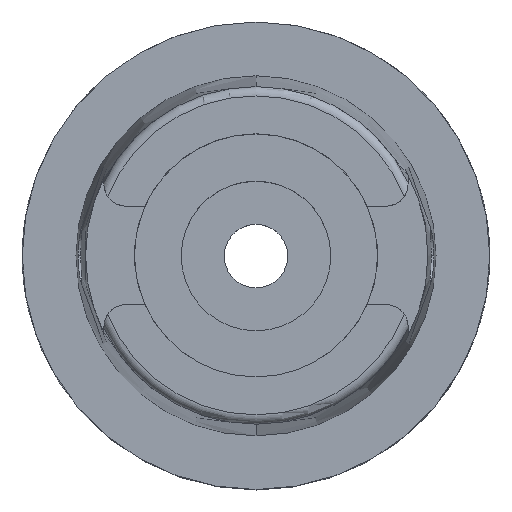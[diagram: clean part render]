
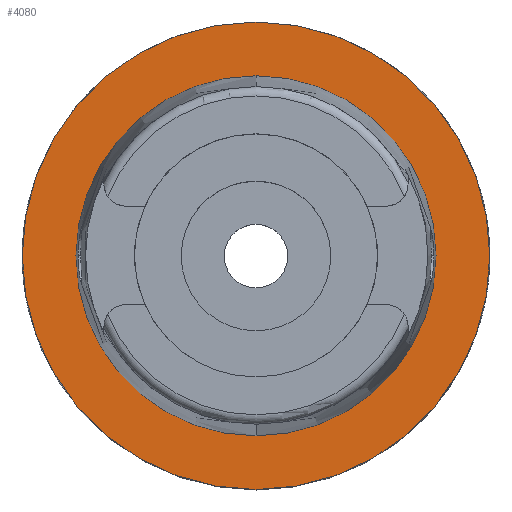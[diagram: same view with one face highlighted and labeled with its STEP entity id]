
A CAD part, top view. The second image highlights one B-rep face of the part: STEP entity #4080.
In plain terms, the highlighted planar face has unit normal (0, 0, 1).
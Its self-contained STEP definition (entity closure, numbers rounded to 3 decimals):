
#1985=CARTESIAN_POINT('',(0.,0.,0.));
#1986=DIRECTION('',(0.,0.,-1.));
#1987=DIRECTION('',(0.,-1.,0.));
#1988=AXIS2_PLACEMENT_3D('',#1985,#1986,#1987);
#1993=CARTESIAN_POINT('',(0.,0.,0.));
#1994=DIRECTION('',(0.,0.,-1.));
#1995=DIRECTION('',(0.,1.,0.));
#1996=AXIS2_PLACEMENT_3D('',#1993,#1994,#1995);
#2001=CARTESIAN_POINT('',(0.,0.,0.));
#2002=DIRECTION('',(0.,0.,1.));
#2003=DIRECTION('',(0.,-1.,0.));
#2004=AXIS2_PLACEMENT_3D('',#2001,#2002,#2003);
#2009=CARTESIAN_POINT('',(0.,0.,0.));
#2010=DIRECTION('',(0.,0.,1.));
#2011=DIRECTION('',(0.,1.,0.));
#2012=AXIS2_PLACEMENT_3D('',#2009,#2010,#2011);
#2382=CARTESIAN_POINT('',(0.,-19.25,0.));
#2383=VERTEX_POINT('',#2382);
#2384=CARTESIAN_POINT('',(0.,19.25,0.));
#2385=VERTEX_POINT('',#2384);
#2649=CARTESIAN_POINT('',(0.,25.,0.));
#2650=VERTEX_POINT('',#2649);
#2651=CARTESIAN_POINT('',(0.,-25.,0.));
#2652=VERTEX_POINT('',#2651);
#4067=CARTESIAN_POINT('',(0.,0.,0.));
#4068=DIRECTION('',(0.,0.,1.));
#4069=DIRECTION('',(0.,1.,0.));
#4070=AXIS2_PLACEMENT_3D('',#4067,#4068,#4069);
#4071=PLANE('',#4070);
#4072=ORIENTED_EDGE('',*,*,#4049,.T.);
#4073=ORIENTED_EDGE('',*,*,#3936,.T.);
#4074=EDGE_LOOP('',(#4072,#4073));
#4075=FACE_OUTER_BOUND('',#4074,.F.);
#4076=ORIENTED_EDGE('',*,*,#2866,.T.);
#4077=ORIENTED_EDGE('',*,*,#2835,.T.);
#4078=EDGE_LOOP('',(#4076,#4077));
#4079=FACE_BOUND('',#4078,.F.);
#1989=CIRCLE('',#1988,25.);
#1997=CIRCLE('',#1996,25.);
#2005=CIRCLE('',#2004,19.25);
#2013=CIRCLE('',#2012,19.25);
#2835=EDGE_CURVE('',#2385,#2383,#2013,.T.);
#2866=EDGE_CURVE('',#2383,#2385,#2005,.T.);
#3936=EDGE_CURVE('',#2650,#2652,#1997,.T.);
#4049=EDGE_CURVE('',#2652,#2650,#1989,.T.);
#4080=ADVANCED_FACE('',(#4075,#4079),#4071,.T.);
